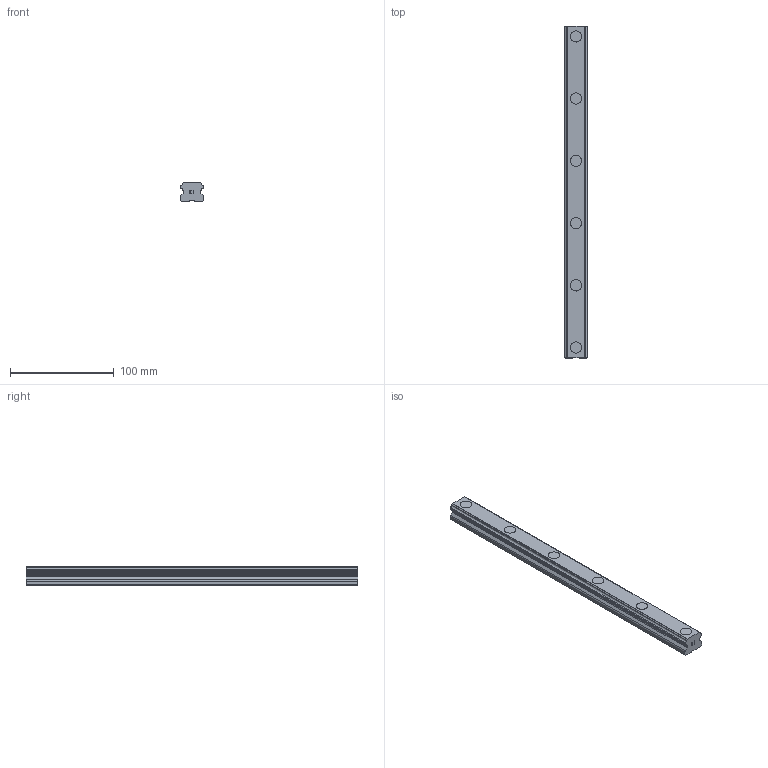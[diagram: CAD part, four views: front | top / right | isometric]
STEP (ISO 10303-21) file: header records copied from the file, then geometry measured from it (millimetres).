
FILE_DESCRIPTION(('STEP AP214'),'1');
FILE_NAME('cctmp_55870357-05F2-482C-86E0-06A6A78ED392_2021_02_09_13_48_58_0977..stp','2021-02-09T12:48:59',('HIWIN GmbH'),('CADClick - www.CADClick.com'),'Spatial InterOp 3D',' ','unknown authorization');
FILE_SCHEMA(('AUTOMOTIVE_DESIGN'));
Length unit declared in the file: millimetre
Products named in the file (1): EGR25R320C_FILE
Bounding box: 23 x 320 x 18 mm (x, y, z)
Volume: 109327.8 mm3; surface area: 30770.6 mm2
Topology: 1 solids, 1 shells, 177 faces, 477 edges, 318 vertices
Faces by surface type: plane 121, cylinder 56
Entity records: 7031 total; most frequent: DIRECTION 993, CARTESIAN_POINT 973, ORIENTED_EDGE 954, EDGE_CURVE 477, AXIS2_PLACEMENT_3D 338, VERTEX_POINT 318, LINE 317, VECTOR 317
